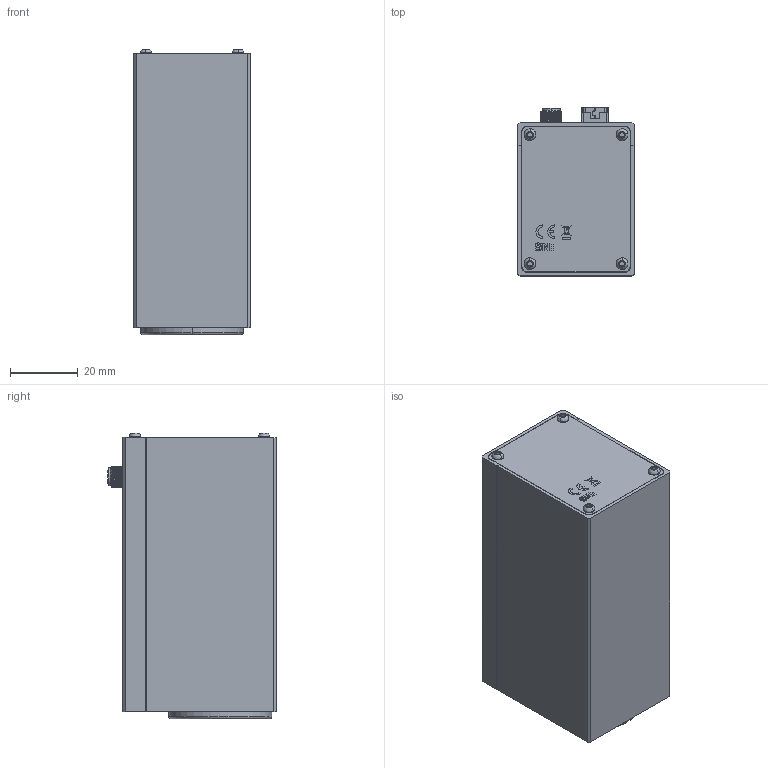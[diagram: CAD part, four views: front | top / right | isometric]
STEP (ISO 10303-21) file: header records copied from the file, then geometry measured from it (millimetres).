
FILE_DESCRIPTION (( 'STEP AP214' ), '1' );
FILE_NAME ('TTN118002-E0W.STEP', '2016-10-28T16:02:18', ( '' ), ( '' ), 'SwSTEP 2.0', 'SolidWorks 2016', '' );
FILE_SCHEMA (( 'AUTOMOTIVE_DESIGN' ));
Length unit declared in the file: inch
Products named in the file (1): TTN118002-E0W
Bounding box: 34.29 x 49.65 x 84.36 mm (x, y, z)
Surface area: 20091.5 mm2 (no closed solid volume)
Topology: 0 solids, 28 shells, 458 faces, 2133 edges, 1658 vertices
Faces by surface type: plane 246, cylinder 110, cone 75, bspline 17, sphere 8, torus 2
Entity records: 31022 total; most frequent: CARTESIAN_POINT 8492, DIRECTION 3279, ORIENTED_EDGE 3026, EDGE_CURVE 2132, VERTEX_POINT 1658, VECTOR 1353, LINE 1353, AXIS2_PLACEMENT_3D 963
